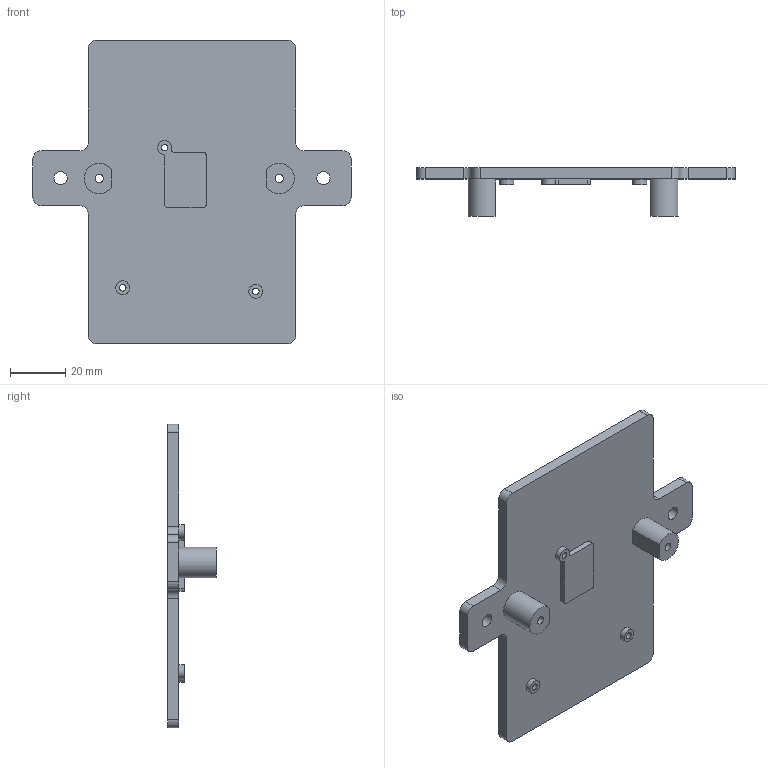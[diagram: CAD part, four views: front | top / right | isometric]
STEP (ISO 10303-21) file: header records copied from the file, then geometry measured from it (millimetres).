
FILE_DESCRIPTION(/* description */ (''),/* implementation_level */ '2;1');
FILE_NAME(/* name */ 'gps_mount.step',/* time_stamp */ '2025-12-24T15:54:36+01:00',/* author */ (''),/* organization */ (''),/* preprocessor_version */ 'ST-DEVELOPER v20.1',/* originating_system */ 'Autodesk Translation Framework v14.21.0.0',/* authorisation */ '');
FILE_SCHEMA (('AUTOMOTIVE_DESIGN { 1 0 10303 214 3 1 1 }'));
Length unit declared in the file: millimetre
Products named in the file (1): final_telem+gps
Bounding box: 115.2 x 17.5 x 110 mm (x, y, z)
Volume: 38949.1 mm3; surface area: 21468 mm2
Topology: 1 solids, 1 shells, 54 faces, 141 edges, 94 vertices
Faces by surface type: cylinder 29, plane 25
Full cylindrical faces by diameter (mm): 2.4 x3, 3 x2, 4.8 x2, 5 x2
Entity records: 1751 total; most frequent: DIRECTION 309, CARTESIAN_POINT 290, ORIENTED_EDGE 282, EDGE_CURVE 141, AXIS2_PLACEMENT_3D 113, VERTEX_POINT 94, LINE 83, VECTOR 83
